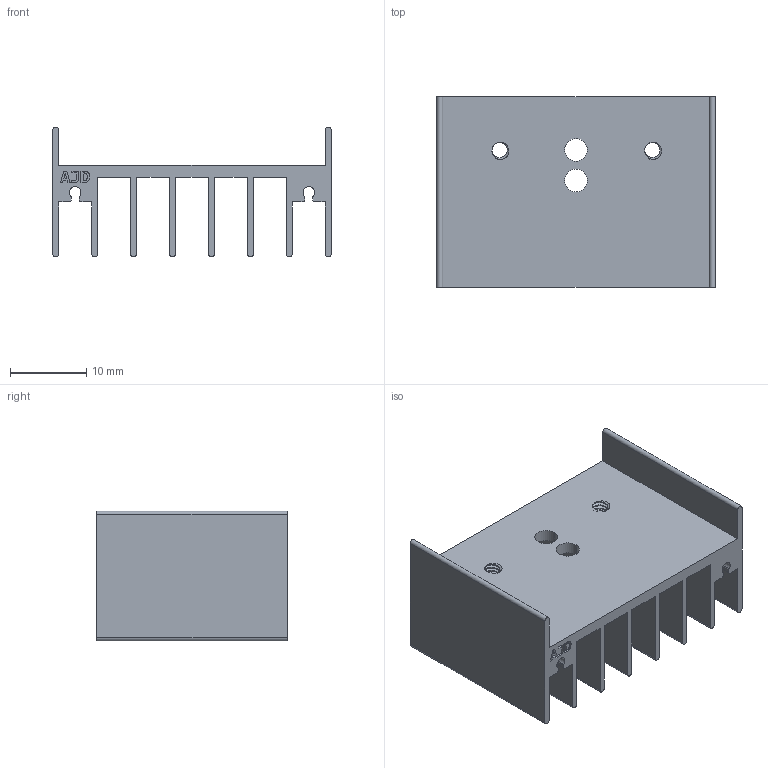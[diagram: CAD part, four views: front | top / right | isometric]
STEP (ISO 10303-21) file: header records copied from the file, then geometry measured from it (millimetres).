
FILE_DESCRIPTION (( 'STEP AP214' ), '1' );
FILE_NAME ('C_TO-220x2_36,5x17x25b.STEP', '2025-07-15T19:29:21', ( '' ), ( '' ), 'SwSTEP 2.0', 'SolidWorks 2024', '' );
FILE_SCHEMA (( 'AUTOMOTIVE_DESIGN' ));
Length unit declared in the file: millimetre
Products named in the file (1): C_TO-220x2_36,5x17x25b
Bounding box: 36.5 x 25 x 17 mm (x, y, z)
Volume: 3840.4 mm3; surface area: 6690.5 mm2
Topology: 1 solids, 1 shells, 122 faces, 345 edges, 230 vertices
Faces by surface type: plane 62, cylinder 46, bspline 14
Entity records: 8936 total; most frequent: CARTESIAN_POINT 4516, ORIENTED_EDGE 690, DIRECTION 571, EDGE_CURVE 345, VERTEX_POINT 230, VECTOR 217, LINE 217, AXIS2_PLACEMENT_3D 177
